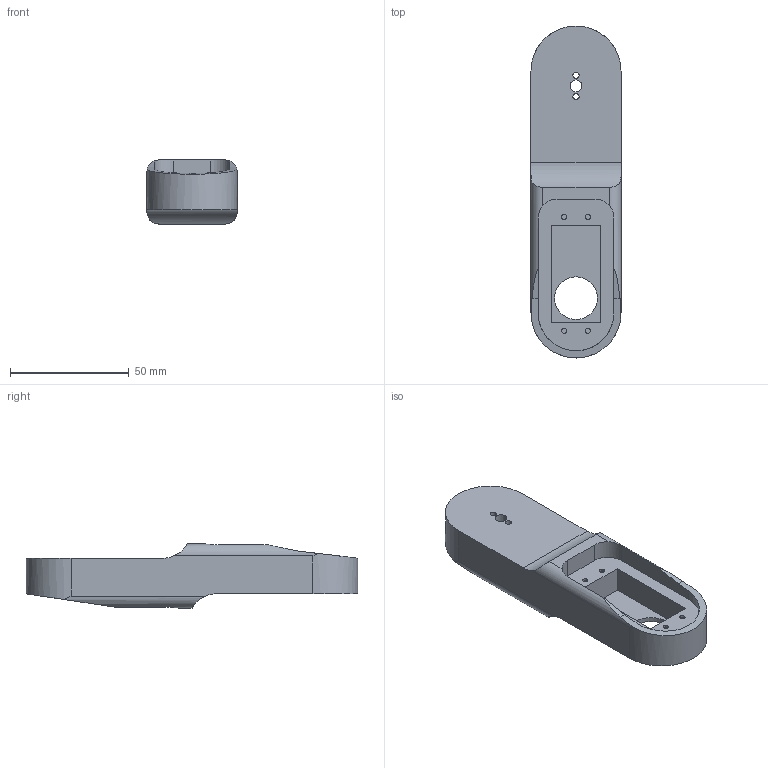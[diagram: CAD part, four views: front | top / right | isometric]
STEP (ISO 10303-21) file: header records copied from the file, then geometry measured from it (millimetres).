
FILE_DESCRIPTION (( 'STEP AP203' ), '1' );
FILE_NAME ('Arm 02 v2_Default_sldprt.STEP', '2024-10-15T08:14:56', ( '' ), ( '' ), 'SwSTEP 2.0', 'SolidWorks 2024', '' );
FILE_SCHEMA (( 'CONFIG_CONTROL_DESIGN' ));
Length unit declared in the file: millimetre
Products named in the file (1): Arm 02 v2_Default_sldprt
Bounding box: 38 x 140 x 27 mm (x, y, z)
Volume: 63035.3 mm3; surface area: 19638.4 mm2
Topology: 1 solids, 1 shells, 70 faces, 177 edges, 118 vertices
Faces by surface type: cylinder 39, plane 31
Entity records: 2335 total; most frequent: CARTESIAN_POINT 539, DIRECTION 361, ORIENTED_EDGE 354, EDGE_CURVE 177, AXIS2_PLACEMENT_3D 136, VERTEX_POINT 118, LINE 89, VECTOR 89
